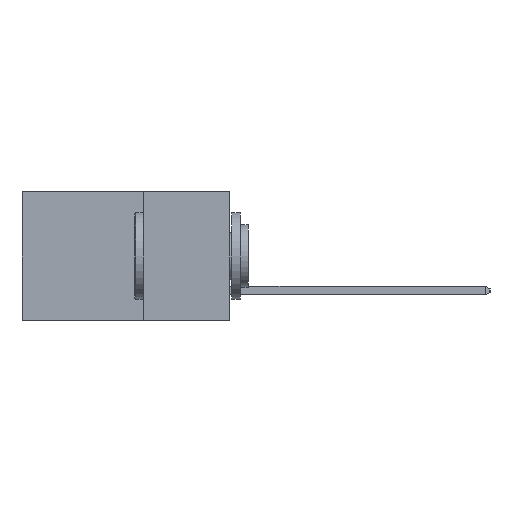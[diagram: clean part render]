
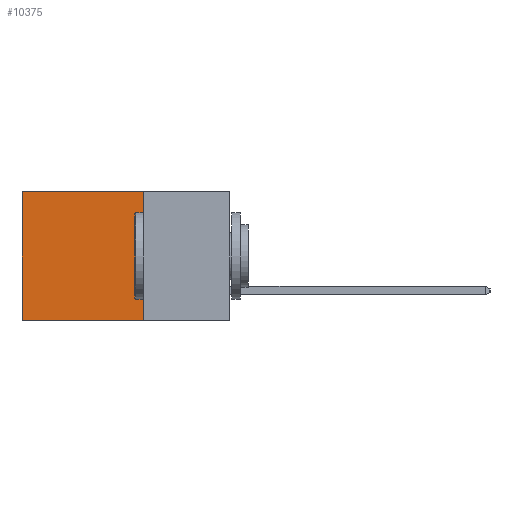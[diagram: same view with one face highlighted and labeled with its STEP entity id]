
A CAD part, left-side view. The second image highlights one B-rep face of the part: STEP entity #10375.
In plain terms, the highlighted planar face has unit normal (-1, 0, 0).
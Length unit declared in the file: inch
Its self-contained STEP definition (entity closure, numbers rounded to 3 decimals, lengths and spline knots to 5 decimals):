
#1092 = DIRECTION ( 'NONE',  ( 0., 0., -1. ) ) ;
#1541 = DIRECTION ( 'NONE',  ( 1., 0., 0. ) ) ;
#1548 = CARTESIAN_POINT ( 'NONE',  ( 0.2615, 0.25, -0.37 ) ) ;
#1625 = CARTESIAN_POINT ( 'NONE',  ( 0.2615, 0.25, -0.37 ) ) ;
#1640 = CARTESIAN_POINT ( 'NONE',  ( 0.2615, 0.6, -0.37 ) ) ;
#1769 = PLANE ( 'NONE',  #13022 ) ;
#1855 = VECTOR ( 'NONE', #11693, 39.37008 ) ;
#2121 = ORIENTED_EDGE ( 'NONE', *, *, #2768, .F. ) ;
#2356 = DIRECTION ( 'NONE',  ( 0., 1., 0. ) ) ;
#2462 = CARTESIAN_POINT ( 'NONE',  ( 0.2615, 0.25, 0. ) ) ;
#2768 = EDGE_CURVE ( 'NONE', #4370, #8581, #16934, .T. ) ;
#4370 = VERTEX_POINT ( 'NONE', #13425 ) ;
#4513 = DIRECTION ( 'NONE',  ( 0., 0., -1. ) ) ;
#4917 = CARTESIAN_POINT ( 'NONE',  ( 0.2615, 0.25, -0.37 ) ) ;
#4928 = ORIENTED_EDGE ( 'NONE', *, *, #10066, .F. ) ;
#5961 = LINE ( 'NONE', #11666, #1855 ) ;
#6311 = VECTOR ( 'NONE', #13719, 39.37008 ) ;
#6432 = EDGE_CURVE ( 'NONE', #12705, #18779, #10370, .T. ) ;
#7109 = CARTESIAN_POINT ( 'NONE',  ( 0.2615, 0.6, 0. ) ) ;
#8271 = FACE_OUTER_BOUND ( 'NONE', #10760, .T. ) ;
#8581 = VERTEX_POINT ( 'NONE', #1548 ) ;
#9051 = VECTOR ( 'NONE', #4513, 39.37008 ) ;
#9084 = VECTOR ( 'NONE', #2356, 39.37008 ) ;
#9658 = EDGE_CURVE ( 'NONE', #4370, #12705, #13092, .T. ) ;
#10066 = EDGE_CURVE ( 'NONE', #8581, #18779, #5961, .T. ) ;
#10370 = LINE ( 'NONE', #17550, #6311 ) ;
#10375 = ADVANCED_FACE ( 'NONE', ( #8271 ), #1769, .F. ) ;
#10760 = EDGE_LOOP ( 'NONE', ( #16368, #4928, #2121, #11849 ) ) ;
#11666 = CARTESIAN_POINT ( 'NONE',  ( 0.2615, 0.25, -0.37 ) ) ;
#11693 = DIRECTION ( 'NONE',  ( 0., 1., 0. ) ) ;
#11849 = ORIENTED_EDGE ( 'NONE', *, *, #9658, .T. ) ;
#12705 = VERTEX_POINT ( 'NONE', #7109 ) ;
#13022 = AXIS2_PLACEMENT_3D ( 'NONE', #1625, #1541, #1092 ) ;
#13092 = LINE ( 'NONE', #2462, #9084 ) ;
#13425 = CARTESIAN_POINT ( 'NONE',  ( 0.2615, 0.25, 0. ) ) ;
#13719 = DIRECTION ( 'NONE',  ( 0., 0., -1. ) ) ;
#16368 = ORIENTED_EDGE ( 'NONE', *, *, #6432, .T. ) ;
#16934 = LINE ( 'NONE', #4917, #9051 ) ;
#17550 = CARTESIAN_POINT ( 'NONE',  ( 0.2615, 0.6, -0.37 ) ) ;
#18779 = VERTEX_POINT ( 'NONE', #1640 ) ;
